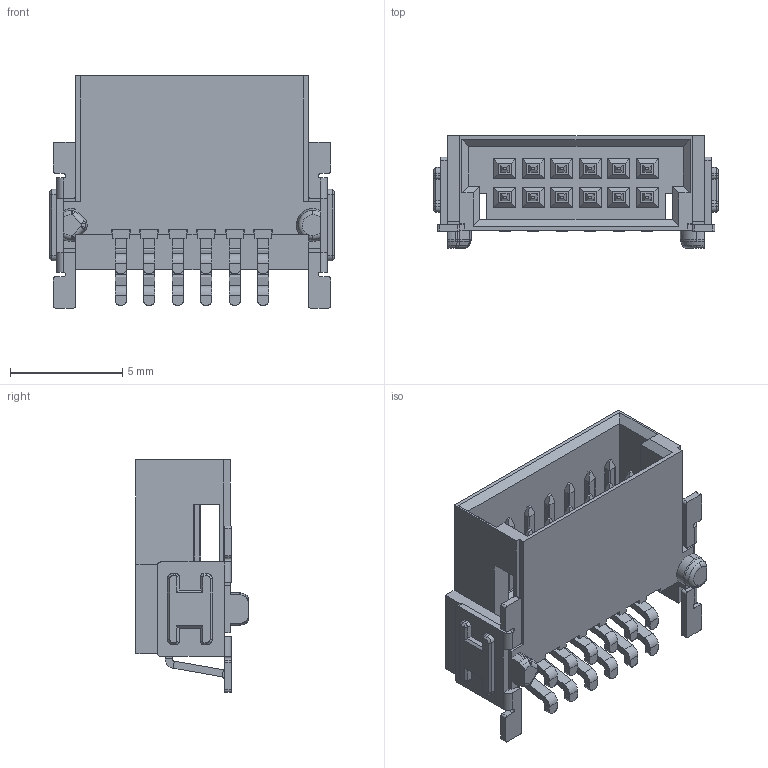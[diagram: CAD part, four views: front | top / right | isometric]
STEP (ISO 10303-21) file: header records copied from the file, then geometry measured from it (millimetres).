
FILE_DESCRIPTION(('CATIA V5 STEP Exchange','CAx-IF Rec.Pracs.--- Model Styling and Organization---1.4--- 2014-01-23'),'2;1');
FILE_NAME ('D1463897_1_2747160000_2747160000.stp','2021-02-15T09:47:40+00:00',('none'),('Weidmueller'),'CATIA Version 5-6 Release 2016 SP3 HF44','CATIA V5 STEP AP214','none');
FILE_SCHEMA(('AUTOMOTIVE_DESIGN { 1 0 10303 214 1 1 1 1 }'));
Length unit declared in the file: millimetre
Products named in the file (1): 2747160000
Bounding box: 12.7 x 5 x 10.35 mm (x, y, z)
Volume: 197 mm3; surface area: 737 mm2
Topology: 1 solids, 1 shells, 1144 faces, 2969 edges, 1762 vertices
Faces by surface type: plane 862, cylinder 181, extrusion 48, cone 23, torus 18, sphere 8, bspline 4
Entity records: 34445 total; most frequent: CARTESIAN_POINT 7759, ORIENTED_EDGE 5938, DIRECTION 4552, EDGE_CURVE 2969, VECTOR 2453, LINE 2405, VERTEX_POINT 1762, AXIS2_PLACEMENT_3D 1202
